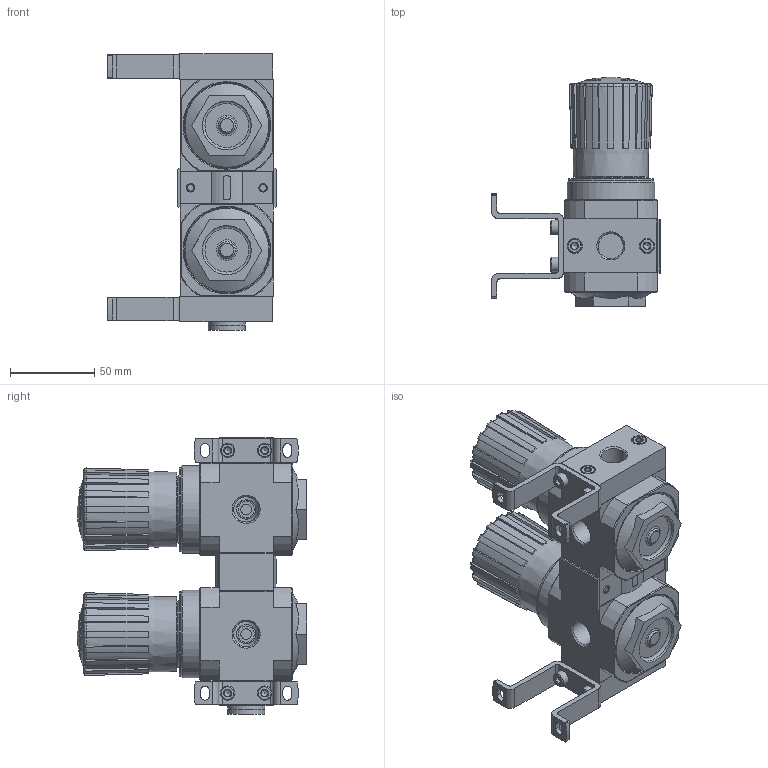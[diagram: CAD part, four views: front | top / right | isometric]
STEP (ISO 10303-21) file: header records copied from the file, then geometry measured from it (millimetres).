
FILE_DESCRIPTION(/* description */ ('STEP AP214'),/* implementation_level */ '2;1');
FILE_NAME(/* name */ '528956_LRB-3_8-D-7-O-K2-MIDI',/* time_stamp */ '2024-09-04T22:21:34+02:00',/* author */ ('License CC BY-ND 4.0'),/* organization */ ('CADENAS'),/* preprocessor_version */ 'ST-DEVELOPER v19.3',/* originating_system */ 'PARTsolutions',/* authorisation */ ' ');
FILE_SCHEMA (('AUTOMOTIVE_DESIGN {1 0 10303 214 3 1 1}'));
Length unit declared in the file: millimetre
Products named in the file (13): 528956 LRB-3/8-D-7-O-K2-MIDI---(0); 528956 LRB-3/8-D-7-O-K2-MIDI---(0-Geh); 525035 LRBAS-3/8-D-MIDI---(p); 525030 HRB-D-MIDI---(p); DIN-912 - M5x10(F); 2225 O-3/8; DIN-908 G3/8A; DIN-912 - M5x16(F); 373846 LR-MIDI; 529023 HRBC-D-MIDIo; 529023 HRBC-D-MIDIu; 648685 HRBC-D-MIDI---(s); DIN-912 - M5x25(F)
Assembly tree (26 placements, depth 2):
  528956 LRB-3/8-D-7-O-K2-MIDI---(0)
    528956 LRB-3/8-D-7-O-K2-MIDI---(0-Geh)  x2
    525035 LRBAS-3/8-D-MIDI---(p)  x2
    525030 HRB-D-MIDI---(p)  x2
    DIN-912 - M5x10(F)  x4
    2225 O-3/8
    DIN-908 G3/8A
    DIN-912 - M5x16(F)  x4
    373846 LR-MIDI  x2
    529023 HRBC-D-MIDIo
    529023 HRBC-D-MIDIu
    648685 HRBC-D-MIDI---(s)  x4
    DIN-912 - M5x25(F)  x2
Bounding box: 99.85 x 136.3 x 164 mm (x, y, z)
Volume: 644375.9 mm3; surface area: 120296.8 mm2
Topology: 26 solids, 26 shells, 1140 faces, 2706 edges, 1697 vertices
Faces by surface type: plane 593, cone 239, cylinder 206, torus 92, sphere 10
Full cylindrical faces by diameter (mm): 4 x4, 4.134 x14, 5 x14, 5.3 x10, 6.3 x2, 8.5 x10, 9 x6, 9.5 x8, 9.6 x2, 10.2 x1, 11.2 x2, 11.445 x2, 13.157 x2, 14.95 x4, 16 x3, 16.662 x1, 16.8 x1, 22 x2, 26.4 x3, 29 x2, 30.8 x3, 39 x2, 50.16 x2, 52 x2
Entity records: 19554 total; most frequent: CARTESIAN_POINT 3727, DIRECTION 2936, ORIENTED_EDGE 2732, EDGE_CURVE 1366, AXIS2_PLACEMENT_3D 1156, VERTEX_POINT 941, FACE_BOUND 777, EDGE_LOOP 773
